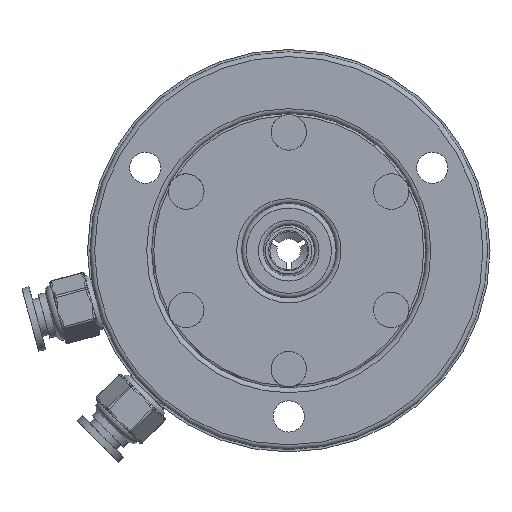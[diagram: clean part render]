
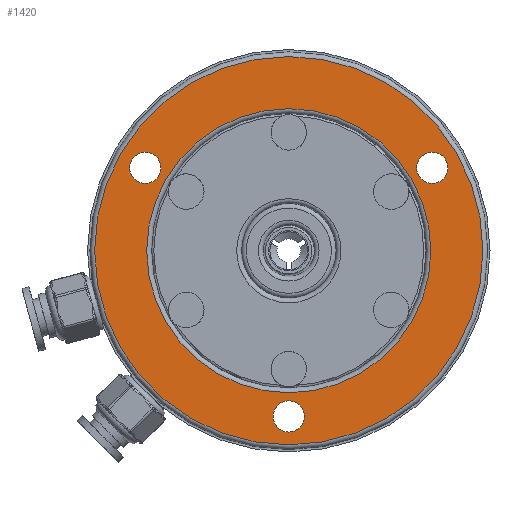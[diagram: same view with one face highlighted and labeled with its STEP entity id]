
A CAD part, front view. The second image highlights one B-rep face of the part: STEP entity #1420.
In plain terms, the highlighted planar face has unit normal (0, -1, 0).
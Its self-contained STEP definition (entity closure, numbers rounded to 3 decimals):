
#727 = CIRCLE ( 'NONE', #31532, 41. ) ;
#1228 = ORIENTED_EDGE ( 'NONE', *, *, #15253, .T. ) ;
#1420 = ADVANCED_FACE ( 'NONE', ( #11899, #27684, #24404, #33855, #5762 ), #12096, .F. ) ;
#1696 = VERTEX_POINT ( 'NONE', #8284 ) ;
#1786 = AXIS2_PLACEMENT_3D ( 'NONE', #24667, #31051, #34947 ) ;
#2194 = VERTEX_POINT ( 'NONE', #14685 ) ;
#3960 = VERTEX_POINT ( 'NONE', #15083 ) ;
#4380 = CARTESIAN_POINT ( 'NONE',  ( 0., 0., -31.7 ) ) ;
#4664 = DIRECTION ( 'NONE',  ( 0., 1., 0. ) ) ;
#5511 = CARTESIAN_POINT ( 'NONE',  ( 30.311, 0., 17.5 ) ) ;
#5762 = FACE_BOUND ( 'NONE', #13523, .T. ) ;
#6345 = AXIS2_PLACEMENT_3D ( 'NONE', #22553, #28696, #31590 ) ;
#6384 = DIRECTION ( 'NONE',  ( 0., 1., 0. ) ) ;
#7879 = CARTESIAN_POINT ( 'NONE',  ( 0., 0., 0. ) ) ;
#8284 = CARTESIAN_POINT ( 'NONE',  ( -25.981, 0., -15. ) ) ;
#10729 = DIRECTION ( 'NONE',  ( 0., -1., 0. ) ) ;
#11845 = DIRECTION ( 'NONE',  ( 0., 1., 0. ) ) ;
#11899 = FACE_BOUND ( 'NONE', #30345, .T. ) ;
#12096 = PLANE ( 'NONE',  #6345 ) ;
#13523 = EDGE_LOOP ( 'NONE', ( #1228 ) ) ;
#14685 = CARTESIAN_POINT ( 'NONE',  ( 27.453, 0., 15.85 ) ) ;
#14968 = AXIS2_PLACEMENT_3D ( 'NONE', #36442, #4664, #17544 ) ;
#15083 = CARTESIAN_POINT ( 'NONE',  ( -35.507, 0., -20.5 ) ) ;
#15253 = EDGE_CURVE ( 'NONE', #2194, #2194, #31581, .T. ) ;
#17544 = DIRECTION ( 'NONE',  ( -0.866, 0., -0.5 ) ) ;
#18800 = CIRCLE ( 'NONE', #1786, 3.3 ) ;
#19064 = CARTESIAN_POINT ( 'NONE',  ( 0., 0., -35. ) ) ;
#19418 = ORIENTED_EDGE ( 'NONE', *, *, #25277, .T. ) ;
#21056 = AXIS2_PLACEMENT_3D ( 'NONE', #19064, #6384, #25024 ) ;
#21816 = EDGE_CURVE ( 'NONE', #3960, #3960, #727, .T. ) ;
#22553 = CARTESIAN_POINT ( 'NONE',  ( 21., 0., -36.373 ) ) ;
#23068 = AXIS2_PLACEMENT_3D ( 'NONE', #5511, #11845, #24543 ) ;
#24404 = FACE_BOUND ( 'NONE', #40397, .T. ) ;
#24543 = DIRECTION ( 'NONE',  ( -0.866, 0., -0.5 ) ) ;
#24667 = CARTESIAN_POINT ( 'NONE',  ( -30.311, 0., 17.5 ) ) ;
#25024 = DIRECTION ( 'NONE',  ( 0., 0., 1. ) ) ;
#25277 = EDGE_CURVE ( 'NONE', #34535, #34535, #18800, .T. ) ;
#26440 = ORIENTED_EDGE ( 'NONE', *, *, #32767, .T. ) ;
#27684 = FACE_OUTER_BOUND ( 'NONE', #28556, .T. ) ;
#28556 = EDGE_LOOP ( 'NONE', ( #29938 ) ) ;
#28696 = DIRECTION ( 'NONE',  ( 0., 1., 0. ) ) ;
#28749 = CIRCLE ( 'NONE', #14968, 30. ) ;
#29189 = VERTEX_POINT ( 'NONE', #4380 ) ;
#29592 = CIRCLE ( 'NONE', #21056, 3.3 ) ;
#29938 = ORIENTED_EDGE ( 'NONE', *, *, #21816, .T. ) ;
#30345 = EDGE_LOOP ( 'NONE', ( #37824 ) ) ;
#31051 = DIRECTION ( 'NONE',  ( 0., 1., 0. ) ) ;
#31532 = AXIS2_PLACEMENT_3D ( 'NONE', #7879, #10729, #39039 ) ;
#31581 = CIRCLE ( 'NONE', #23068, 3.3 ) ;
#31590 = DIRECTION ( 'NONE',  ( -0.866, 0., -0.5 ) ) ;
#32767 = EDGE_CURVE ( 'NONE', #29189, #29189, #29592, .T. ) ;
#33855 = FACE_BOUND ( 'NONE', #38978, .T. ) ;
#34535 = VERTEX_POINT ( 'NONE', #35154 ) ;
#34947 = DIRECTION ( 'NONE',  ( 0.866, 0., -0.5 ) ) ;
#35154 = CARTESIAN_POINT ( 'NONE',  ( -27.453, 0., 15.85 ) ) ;
#36442 = CARTESIAN_POINT ( 'NONE',  ( 0., 0., 0. ) ) ;
#37824 = ORIENTED_EDGE ( 'NONE', *, *, #37891, .T. ) ;
#37891 = EDGE_CURVE ( 'NONE', #1696, #1696, #28749, .T. ) ;
#38978 = EDGE_LOOP ( 'NONE', ( #26440 ) ) ;
#39039 = DIRECTION ( 'NONE',  ( -0.866, 0., -0.5 ) ) ;
#40397 = EDGE_LOOP ( 'NONE', ( #19418 ) ) ;
